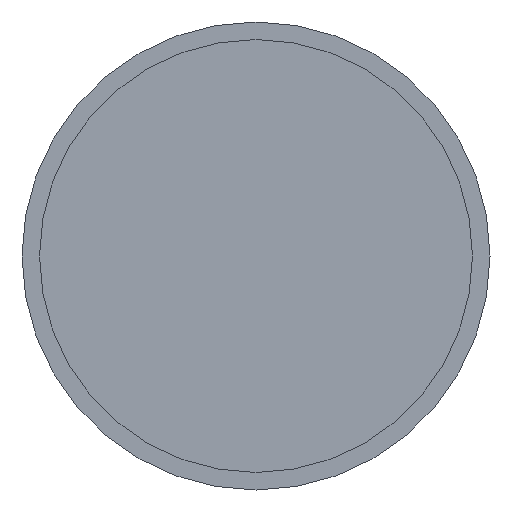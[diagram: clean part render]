
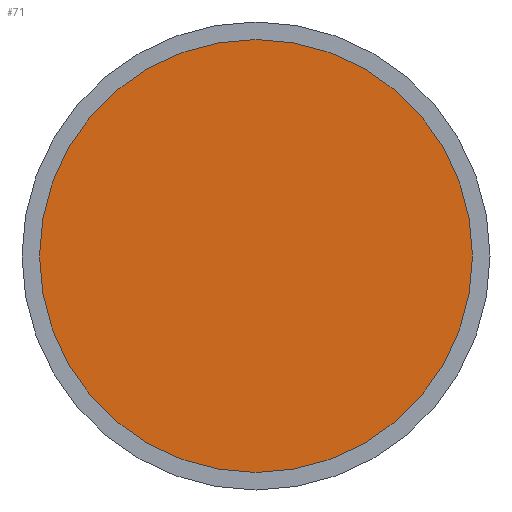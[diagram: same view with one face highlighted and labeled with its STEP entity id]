
A CAD part, front view. The second image highlights one B-rep face of the part: STEP entity #71.
In plain terms, the highlighted planar face has unit normal (0, -1, 0).
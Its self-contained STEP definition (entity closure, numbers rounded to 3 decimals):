
#71 = ADVANCED_FACE( '', ( #153 ), #154, .F. );
#153 = FACE_OUTER_BOUND( '', #242, .T. );
#154 = PLANE( '', #243 );
#242 = EDGE_LOOP( '', ( #397 ) );
#243 = AXIS2_PLACEMENT_3D( '', #398, #399, #400 );
#397 = ORIENTED_EDGE( '', *, *, #474, .T. );
#398 = CARTESIAN_POINT( '', ( 46.25, 3., 0. ) );
#399 = DIRECTION( '', ( 0., 1., 0. ) );
#400 = DIRECTION( '', ( 0., 0., 1. ) );
#474 = EDGE_CURVE( '', #532, #532, #533, .T. );
#532 = VERTEX_POINT( '', #614 );
#533 = CIRCLE( '', #615, 46.25 );
#614 = CARTESIAN_POINT( '', ( 0., 3., -46.25 ) );
#615 = AXIS2_PLACEMENT_3D( '', #704, #705, #706 );
#704 = CARTESIAN_POINT( '', ( 0., 3., 0. ) );
#705 = DIRECTION( '', ( 0., -1., 0. ) );
#706 = DIRECTION( '', ( 0., 0., -1. ) );
